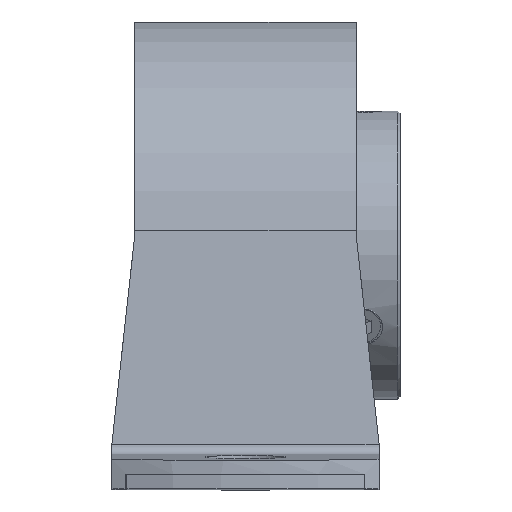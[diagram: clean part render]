
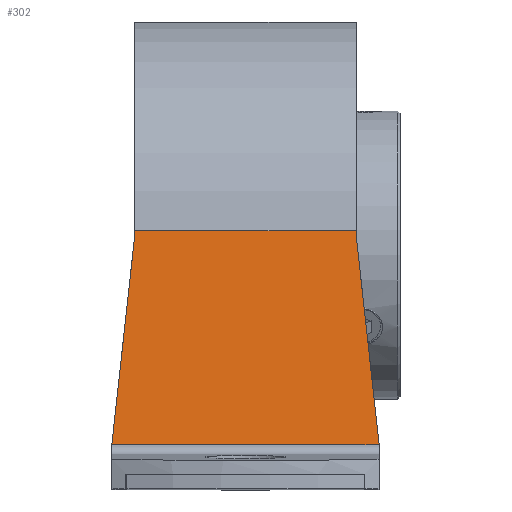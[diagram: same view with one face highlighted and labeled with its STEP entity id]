
A CAD part, top view. The second image highlights one B-rep face of the part: STEP entity #302.
In plain terms, the highlighted planar face has unit normal (0, 0.103, 0.995).
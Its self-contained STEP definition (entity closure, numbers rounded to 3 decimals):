
#302 = ADVANCED_FACE( '', ( #659 ), #660, .F. );
#659 = FACE_OUTER_BOUND( '', #1124, .T. );
#660 = PLANE( '', #1125 );
#1124 = EDGE_LOOP( '', ( #1804, #1805, #1806, #1807, #1808, #1809, #1810, #1811 ) );
#1125 = AXIS2_PLACEMENT_3D( '', #1812, #1813, #1814 );
#1804 = ORIENTED_EDGE( '', *, *, #2939, .T. );
#1805 = ORIENTED_EDGE( '', *, *, #2940, .T. );
#1806 = ORIENTED_EDGE( '', *, *, #2941, .T. );
#1807 = ORIENTED_EDGE( '', *, *, #2934, .F. );
#1808 = ORIENTED_EDGE( '', *, *, #2942, .F. );
#1809 = ORIENTED_EDGE( '', *, *, #2818, .T. );
#1810 = ORIENTED_EDGE( '', *, *, #2808, .T. );
#1811 = ORIENTED_EDGE( '', *, *, #2943, .T. );
#1812 = CARTESIAN_POINT( '', ( 38., 36.718, 33.124 ) );
#1813 = DIRECTION( '', ( 0., -0.103, -0.995 ) );
#1814 = DIRECTION( '', ( 0., 0.995, -0.103 ) );
#2808 = EDGE_CURVE( '', #3291, #3288, #3292, .T. );
#2818 = EDGE_CURVE( '', #3301, #3291, #3309, .T. );
#2934 = EDGE_CURVE( '', #3509, #3505, #3511, .T. );
#2939 = EDGE_CURVE( '', #3518, #3519, #3520, .T. );
#2940 = EDGE_CURVE( '', #3519, #3521, #3522, .T. );
#2941 = EDGE_CURVE( '', #3521, #3505, #3523, .T. );
#2942 = EDGE_CURVE( '', #3301, #3509, #3524, .T. );
#2943 = EDGE_CURVE( '', #3288, #3518, #3525, .T. );
#3288 = VERTEX_POINT( '', #4003 );
#3291 = VERTEX_POINT( '', #4006 );
#3292 = LINE( '', #4007, #4008 );
#3301 = VERTEX_POINT( '', #4020 );
#3309 = LINE( '', #4030, #4031 );
#3505 = VERTEX_POINT( '', #4403 );
#3509 = VERTEX_POINT( '', #4408 );
#3511 = LINE( '', #4410, #4411 );
#3518 = VERTEX_POINT( '', #4419 );
#3519 = VERTEX_POINT( '', #4420 );
#3520 = LINE( '', #4421, #4422 );
#3521 = VERTEX_POINT( '', #4423 );
#3522 = LINE( '', #4424, #4425 );
#3523 = LINE( '', #4426, #4427 );
#3524 = LINE( '', #4428, #4429 );
#3525 = LINE( '', #4430, #4431 );
#4003 = CARTESIAN_POINT( '', ( 34.75, 36.718, 33.124 ) );
#4006 = CARTESIAN_POINT( '', ( 34.75, 36.046, 33.193 ) );
#4007 = CARTESIAN_POINT( '', ( 34.75, 36.718, 33.124 ) );
#4008 = VECTOR( '', #5289, 1000. );
#4020 = CARTESIAN_POINT( '', ( 38., 6.424, 36.25 ) );
#4030 = CARTESIAN_POINT( '', ( 34.715, 36.361, 33.161 ) );
#4031 = VECTOR( '', #5304, 1000. );
#4403 = CARTESIAN_POINT( '', ( 0., 6.253, 36.268 ) );
#4408 = CARTESIAN_POINT( '', ( 38., 6.253, 36.268 ) );
#4410 = CARTESIAN_POINT( '', ( 38., 6.253, 36.268 ) );
#4411 = VECTOR( '', #5476, 1000. );
#4419 = CARTESIAN_POINT( '', ( 3.25, 36.718, 33.124 ) );
#4420 = CARTESIAN_POINT( '', ( 3.25, 36.046, 33.193 ) );
#4421 = CARTESIAN_POINT( '', ( 3.25, 36.718, 33.124 ) );
#4422 = VECTOR( '', #5481, 1000. );
#4423 = CARTESIAN_POINT( '', ( 0., 6.424, 36.25 ) );
#4424 = CARTESIAN_POINT( '', ( 3.732, 40.438, 32.74 ) );
#4425 = VECTOR( '', #5482, 1000. );
#4426 = CARTESIAN_POINT( '', ( 0., 36.718, 33.124 ) );
#4427 = VECTOR( '', #5483, 1000. );
#4428 = CARTESIAN_POINT( '', ( 38., 36.718, 33.124 ) );
#4429 = VECTOR( '', #5484, 1000. );
#4430 = CARTESIAN_POINT( '', ( 38., 36.718, 33.124 ) );
#4431 = VECTOR( '', #5485, 1000. );
#5289 = DIRECTION( '', ( 0., 0.995, -0.103 ) );
#5304 = DIRECTION( '', ( -0.108, 0.989, -0.102 ) );
#5476 = DIRECTION( '', ( -1., 0., 0. ) );
#5481 = DIRECTION( '', ( 0., -0.995, 0.103 ) );
#5482 = DIRECTION( '', ( -0.108, -0.989, 0.102 ) );
#5483 = DIRECTION( '', ( 0., -0.995, 0.103 ) );
#5484 = DIRECTION( '', ( 0., -0.995, 0.103 ) );
#5485 = DIRECTION( '', ( -1., 0., 0. ) );
